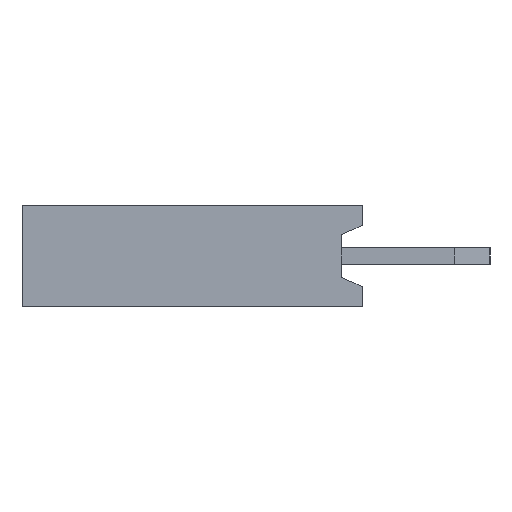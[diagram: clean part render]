
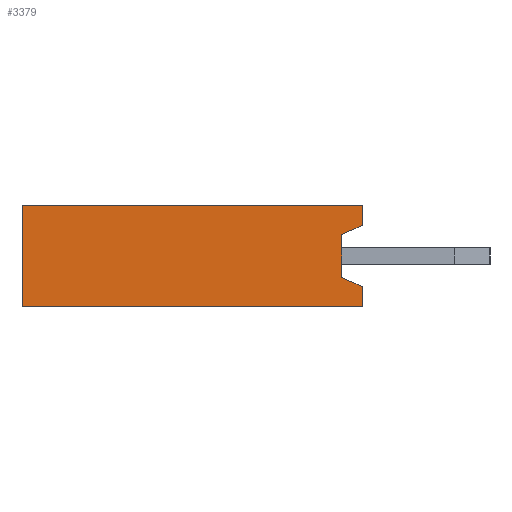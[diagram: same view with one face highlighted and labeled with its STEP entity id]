
A CAD part, left-side view. The second image highlights one B-rep face of the part: STEP entity #3379.
In plain terms, the highlighted planar face has unit normal (-1, 0, 0).
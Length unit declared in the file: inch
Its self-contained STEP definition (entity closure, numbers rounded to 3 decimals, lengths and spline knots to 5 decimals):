
#179 = VECTOR ( 'NONE', #1260, 39.37008 ) ;
#190 = CARTESIAN_POINT ( 'NONE',  ( -1.21, 0.02, -0.0211 ) ) ;
#369 = LINE ( 'NONE', #20862, #12546 ) ;
#652 = CARTESIAN_POINT ( 'NONE',  ( -1.21, 0., 0.05 ) ) ;
#797 = DIRECTION ( 'NONE',  ( -1., 0., 0. ) ) ;
#1112 = VERTEX_POINT ( 'NONE', #11161 ) ;
#1260 = DIRECTION ( 'NONE',  ( 0., -0.914, 0.407 ) ) ;
#1280 = CARTESIAN_POINT ( 'NONE',  ( -1.21, 0., -0.03 ) ) ;
#1584 = VERTEX_POINT ( 'NONE', #2801 ) ;
#1682 = VERTEX_POINT ( 'NONE', #1280 ) ;
#1767 = EDGE_CURVE ( 'NONE', #1682, #18802, #16097, .T. ) ;
#1933 = CARTESIAN_POINT ( 'NONE',  ( -1.21, 0.335, 0.05 ) ) ;
#1943 = EDGE_CURVE ( 'NONE', #1584, #5764, #3733, .T. ) ;
#2124 = EDGE_CURVE ( 'NONE', #1682, #5764, #16509, .T. ) ;
#2174 = ORIENTED_EDGE ( 'NONE', *, *, #4784, .F. ) ;
#2177 = CARTESIAN_POINT ( 'NONE',  ( -1.21, 0., -0.05 ) ) ;
#2261 = LINE ( 'NONE', #7844, #179 ) ;
#2307 = CARTESIAN_POINT ( 'NONE',  ( -1.21, 0., 0.03 ) ) ;
#2428 = ORIENTED_EDGE ( 'NONE', *, *, #1943, .T. ) ;
#2450 = EDGE_LOOP ( 'NONE', ( #2174, #13187, #2428, #10301, #2716, #14877, #12066, #9136 ) ) ;
#2572 = VECTOR ( 'NONE', #9593, 39.37008 ) ;
#2587 = CARTESIAN_POINT ( 'NONE',  ( -1.21, 0.335, 0.05 ) ) ;
#2716 = ORIENTED_EDGE ( 'NONE', *, *, #1767, .T. ) ;
#2801 = CARTESIAN_POINT ( 'NONE',  ( -1.21, 0.335, -0.05 ) ) ;
#3346 = DIRECTION ( 'NONE',  ( 0., 0.914, 0.407 ) ) ;
#3379 = ADVANCED_FACE ( 'NONE', ( #11464 ), #16853, .T. ) ;
#3733 = LINE ( 'NONE', #14937, #18349 ) ;
#4784 = EDGE_CURVE ( 'NONE', #9486, #6432, #7416, .T. ) ;
#5017 = LINE ( 'NONE', #17650, #15153 ) ;
#5764 = VERTEX_POINT ( 'NONE', #2177 ) ;
#6324 = CARTESIAN_POINT ( 'NONE',  ( -1.21, 0.02, 0.0211 ) ) ;
#6372 = CARTESIAN_POINT ( 'NONE',  ( -1.21, 0., 0.05 ) ) ;
#6432 = VERTEX_POINT ( 'NONE', #652 ) ;
#6632 = EDGE_CURVE ( 'NONE', #1112, #15658, #2261, .T. ) ;
#7416 = LINE ( 'NONE', #1933, #11143 ) ;
#7844 = CARTESIAN_POINT ( 'NONE',  ( -1.21, 0., 0.03 ) ) ;
#7956 = DIRECTION ( 'NONE',  ( 0., 0., -1. ) ) ;
#8649 = EDGE_CURVE ( 'NONE', #18802, #1112, #18489, .T. ) ;
#8714 = CARTESIAN_POINT ( 'NONE',  ( -1.21, 0.335, 0.05 ) ) ;
#9136 = ORIENTED_EDGE ( 'NONE', *, *, #14114, .F. ) ;
#9486 = VERTEX_POINT ( 'NONE', #8714 ) ;
#9541 = VECTOR ( 'NONE', #3346, 39.37008 ) ;
#9593 = DIRECTION ( 'NONE',  ( 0., 0., 1. ) ) ;
#9594 = DIRECTION ( 'NONE',  ( 0., 0., 1. ) ) ;
#10301 = ORIENTED_EDGE ( 'NONE', *, *, #2124, .F. ) ;
#11143 = VECTOR ( 'NONE', #13177, 39.37008 ) ;
#11161 = CARTESIAN_POINT ( 'NONE',  ( -1.21, 0.02, 0.0211 ) ) ;
#11464 = FACE_OUTER_BOUND ( 'NONE', #2450, .T. ) ;
#12066 = ORIENTED_EDGE ( 'NONE', *, *, #6632, .T. ) ;
#12546 = VECTOR ( 'NONE', #9594, 39.37008 ) ;
#12672 = CARTESIAN_POINT ( 'NONE',  ( -1.21, 0.02, -0.0211 ) ) ;
#13177 = DIRECTION ( 'NONE',  ( 0., -1., 0. ) ) ;
#13187 = ORIENTED_EDGE ( 'NONE', *, *, #19412, .F. ) ;
#14114 = EDGE_CURVE ( 'NONE', #6432, #15658, #5017, .T. ) ;
#14877 = ORIENTED_EDGE ( 'NONE', *, *, #8649, .T. ) ;
#14937 = CARTESIAN_POINT ( 'NONE',  ( -1.21, 0.335, -0.05 ) ) ;
#15153 = VECTOR ( 'NONE', #7956, 39.37008 ) ;
#15658 = VERTEX_POINT ( 'NONE', #2307 ) ;
#16097 = LINE ( 'NONE', #190, #9541 ) ;
#16509 = LINE ( 'NONE', #6372, #18753 ) ;
#16853 = PLANE ( 'NONE',  #20624 ) ;
#17650 = CARTESIAN_POINT ( 'NONE',  ( -1.21, 0., 0.05 ) ) ;
#18349 = VECTOR ( 'NONE', #19680, 39.37008 ) ;
#18489 = LINE ( 'NONE', #6324, #2572 ) ;
#18753 = VECTOR ( 'NONE', #19228, 39.37008 ) ;
#18802 = VERTEX_POINT ( 'NONE', #12672 ) ;
#19228 = DIRECTION ( 'NONE',  ( 0., 0., -1. ) ) ;
#19412 = EDGE_CURVE ( 'NONE', #1584, #9486, #369, .T. ) ;
#19680 = DIRECTION ( 'NONE',  ( 0., -1., 0. ) ) ;
#19994 = DIRECTION ( 'NONE',  ( 0., 0., 1. ) ) ;
#20624 = AXIS2_PLACEMENT_3D ( 'NONE', #2587, #797, #19994 ) ;
#20862 = CARTESIAN_POINT ( 'NONE',  ( -1.21, 0.335, 0.05 ) ) ;
